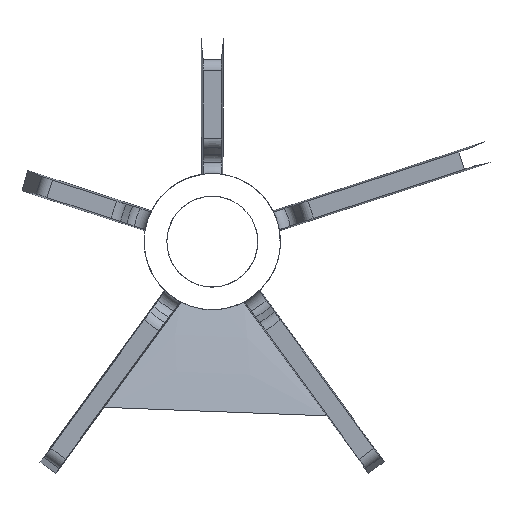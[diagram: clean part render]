
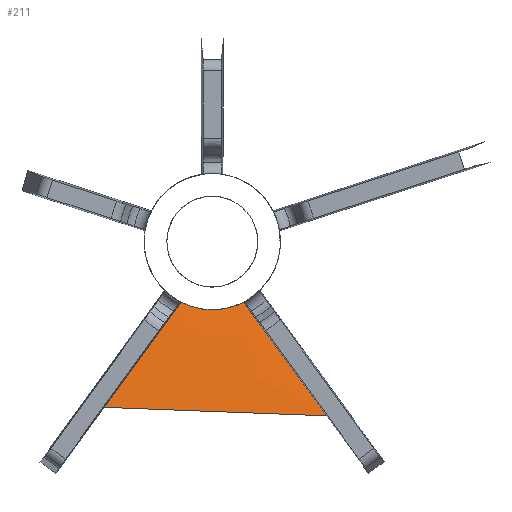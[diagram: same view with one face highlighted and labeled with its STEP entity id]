
A CAD part, front view. The second image highlights one B-rep face of the part: STEP entity #211.
In plain terms, the highlighted free-form (B-spline) face has degree [3, 3] with [4, 4] control points.
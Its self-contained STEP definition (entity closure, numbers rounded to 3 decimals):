
#211 = ADVANCED_FACE('',(#212),#227,.T.);
#212 = FACE_BOUND('',#213,.T.);
#213 = EDGE_LOOP('',(#214,#249,#294,#310));
#214 = ORIENTED_EDGE('',*,*,#215,.F.);
#215 = EDGE_CURVE('',#216,#218,#220,.T.);
#216 = VERTEX_POINT('',#217);
#217 = CARTESIAN_POINT('',(1243.581,-738.822,
    1537.544));
#218 = VERTEX_POINT('',#219);
#219 = CARTESIAN_POINT('',(1247.236,-740.468,
    1532.538));
#220 = SURFACE_CURVE('',#221,(#226),.PCURVE_S1.);
#221 = B_SPLINE_CURVE_WITH_KNOTS('',3,(#222,#223,#224,#225),
  .UNSPECIFIED.,.F.,.F.,(4,4),(0.,1.),.PIECEWISE_BEZIER_KNOTS.);
#222 = CARTESIAN_POINT('',(1243.581,-738.822,
    1537.544));
#223 = CARTESIAN_POINT('',(1244.788,-739.44,
    1535.892));
#224 = CARTESIAN_POINT('',(1246.007,-739.992,
    1534.222));
#225 = CARTESIAN_POINT('',(1247.236,-740.467,
    1532.538));
#226 = PCURVE('',#227,#244);
#227 = B_SPLINE_SURFACE_WITH_KNOTS('',3,3,(
    (#228,#229,#230,#231)
    ,(#232,#233,#234,#235)
    ,(#236,#237,#238,#239)
    ,(#240,#241,#242,#243
    )),.UNSPECIFIED.,.F.,.F.,.F.,(4,4),(4,4),(0.,1.),(0.,1.),
  .PIECEWISE_BEZIER_KNOTS.);
#228 = CARTESIAN_POINT('',(1246.83,-738.901,
    1537.413));
#229 = CARTESIAN_POINT('',(1246.976,-739.465,
    1535.864));
#230 = CARTESIAN_POINT('',(1247.133,-739.994,
    1534.244));
#231 = CARTESIAN_POINT('',(1247.295,-740.468,
    1532.536));
#232 = CARTESIAN_POINT('',(1243.655,-738.821,
    1537.573));
#233 = CARTESIAN_POINT('',(1243.759,-739.39,
    1536.022));
#234 = CARTESIAN_POINT('',(1243.872,-739.925,
    1534.396));
#235 = CARTESIAN_POINT('',(1243.99,-740.408,
    1532.678));
#236 = CARTESIAN_POINT('',(1240.481,-738.72,
    1537.719));
#237 = CARTESIAN_POINT('',(1240.542,-739.291,
    1536.164));
#238 = CARTESIAN_POINT('',(1240.612,-739.832,
    1534.531));
#239 = CARTESIAN_POINT('',(1240.684,-740.321,
    1532.804));
#240 = CARTESIAN_POINT('',(1237.308,-738.596,
    1537.851));
#241 = CARTESIAN_POINT('',(1237.327,-739.169,
    1536.291));
#242 = CARTESIAN_POINT('',(1237.352,-739.713,
    1534.651));
#243 = CARTESIAN_POINT('',(1237.378,-740.208,
    1532.912));
#244 = DEFINITIONAL_REPRESENTATION('',(#245),#248);
#245 = B_SPLINE_CURVE_WITH_KNOTS('',1,(#246,#247),.UNSPECIFIED.,.F.,.F.,
  (2,2),(0.,1.),.PIECEWISE_BEZIER_KNOTS.);
#246 = CARTESIAN_POINT('',(0.341,0.006));
#247 = CARTESIAN_POINT('',(0.006,1.));
#248 = ( GEOMETRIC_REPRESENTATION_CONTEXT(2) 
PARAMETRIC_REPRESENTATION_CONTEXT() REPRESENTATION_CONTEXT('2D SPACE',''
  ) );
#249 = ORIENTED_EDGE('',*,*,#250,.F.);
#250 = EDGE_CURVE('',#251,#216,#253,.T.);
#251 = VERTEX_POINT('',#252);
#252 = CARTESIAN_POINT('',(1240.819,-738.78,
    1537.544));
#253 = SURFACE_CURVE('',#254,(#265),.PCURVE_S1.);
#254 = B_SPLINE_CURVE_WITH_KNOTS('',3,(#255,#256,#257,#258,#259,#260,
    #261,#262,#263,#264),.UNSPECIFIED.,.F.,.F.,(4,3,3,4),(0.,
    0.347,0.685,1.),.UNSPECIFIED.);
#255 = CARTESIAN_POINT('',(1240.819,-738.78,
    1537.544));
#256 = CARTESIAN_POINT('',(1241.108,-738.84,
    1537.394));
#257 = CARTESIAN_POINT('',(1241.43,-738.883,
    1537.289));
#258 = CARTESIAN_POINT('',(1241.757,-738.906,
    1537.24));
#259 = CARTESIAN_POINT('',(1242.076,-738.928,
    1537.193));
#260 = CARTESIAN_POINT('',(1242.41,-738.931,
    1537.197));
#261 = CARTESIAN_POINT('',(1242.728,-738.916,
    1537.254));
#262 = CARTESIAN_POINT('',(1243.025,-738.901,
    1537.307));
#263 = CARTESIAN_POINT('',(1243.316,-738.869,
    1537.407));
#264 = CARTESIAN_POINT('',(1243.581,-738.822,
    1537.544));
#265 = PCURVE('',#227,#266);
#266 = DEFINITIONAL_REPRESENTATION('',(#267),#293);
#267 = B_SPLINE_CURVE_WITH_KNOTS('',3,(#268,#269,#270,#271,#272,#273,
    #274,#275,#276,#277,#278,#279,#280,#281,#282,#283,#284,#285,#286,
    #287,#288,#289,#290,#291,#292),.UNSPECIFIED.,.F.,.F.,(4,1,1,1,1,1,1,
    1,1,1,1,1,1,1,1,1,1,1,1,1,1,1,4),(0.,0.045,
    0.091,0.136,0.182,0.227,
    0.273,0.318,0.364,0.409,
    0.455,0.5,0.545,0.591,0.636,
    0.682,0.727,0.773,0.818,
    0.864,0.909,0.955,1.),
  .QUASI_UNIFORM_KNOTS.);
#268 = CARTESIAN_POINT('',(0.632,0.033));
#269 = CARTESIAN_POINT('',(0.628,0.037));
#270 = CARTESIAN_POINT('',(0.62,0.044));
#271 = CARTESIAN_POINT('',(0.608,0.054));
#272 = CARTESIAN_POINT('',(0.595,0.063));
#273 = CARTESIAN_POINT('',(0.583,0.071));
#274 = CARTESIAN_POINT('',(0.57,0.078));
#275 = CARTESIAN_POINT('',(0.557,0.083));
#276 = CARTESIAN_POINT('',(0.543,0.087));
#277 = CARTESIAN_POINT('',(0.53,0.09));
#278 = CARTESIAN_POINT('',(0.516,0.092));
#279 = CARTESIAN_POINT('',(0.503,0.093));
#280 = CARTESIAN_POINT('',(0.489,0.092));
#281 = CARTESIAN_POINT('',(0.475,0.09));
#282 = CARTESIAN_POINT('',(0.461,0.087));
#283 = CARTESIAN_POINT('',(0.448,0.083));
#284 = CARTESIAN_POINT('',(0.434,0.077));
#285 = CARTESIAN_POINT('',(0.42,0.071));
#286 = CARTESIAN_POINT('',(0.407,0.063));
#287 = CARTESIAN_POINT('',(0.393,0.054));
#288 = CARTESIAN_POINT('',(0.38,0.043));
#289 = CARTESIAN_POINT('',(0.367,0.032));
#290 = CARTESIAN_POINT('',(0.354,0.02));
#291 = CARTESIAN_POINT('',(0.346,0.011));
#292 = CARTESIAN_POINT('',(0.341,0.006));
#293 = ( GEOMETRIC_REPRESENTATION_CONTEXT(2) 
PARAMETRIC_REPRESENTATION_CONTEXT() REPRESENTATION_CONTEXT('2D SPACE',''
  ) );
#294 = ORIENTED_EDGE('',*,*,#295,.F.);
#295 = EDGE_CURVE('',#296,#251,#298,.T.);
#296 = VERTEX_POINT('',#297);
#297 = CARTESIAN_POINT('',(1237.437,-740.21,
    1532.91));
#298 = SURFACE_CURVE('',#299,(#304),.PCURVE_S1.);
#299 = B_SPLINE_CURVE_WITH_KNOTS('',3,(#300,#301,#302,#303),
  .UNSPECIFIED.,.F.,.F.,(4,4),(0.,1.),.PIECEWISE_BEZIER_KNOTS.);
#300 = CARTESIAN_POINT('',(1237.437,-740.21,
    1532.91));
#301 = CARTESIAN_POINT('',(1238.572,-739.796,
    1534.467));
#302 = CARTESIAN_POINT('',(1239.701,-739.318,
    1536.013));
#303 = CARTESIAN_POINT('',(1240.819,-738.78,
    1537.544));
#304 = PCURVE('',#227,#305);
#305 = DEFINITIONAL_REPRESENTATION('',(#306),#309);
#306 = B_SPLINE_CURVE_WITH_KNOTS('',1,(#307,#308),.UNSPECIFIED.,.F.,.F.,
  (2,2),(0.,1.),.PIECEWISE_BEZIER_KNOTS.);
#307 = CARTESIAN_POINT('',(0.994,1.));
#308 = CARTESIAN_POINT('',(0.632,0.033));
#309 = ( GEOMETRIC_REPRESENTATION_CONTEXT(2) 
PARAMETRIC_REPRESENTATION_CONTEXT() REPRESENTATION_CONTEXT('2D SPACE',''
  ) );
#310 = ORIENTED_EDGE('',*,*,#311,.T.);
#311 = EDGE_CURVE('',#296,#218,#312,.T.);
#312 = SURFACE_CURVE('',#313,(#318),.PCURVE_S1.);
#313 = B_SPLINE_CURVE_WITH_KNOTS('',3,(#314,#315,#316,#317),
  .UNSPECIFIED.,.F.,.F.,(4,4),(0.,1.),.PIECEWISE_BEZIER_KNOTS.);
#314 = CARTESIAN_POINT('',(1237.437,-740.21,
    1532.91));
#315 = CARTESIAN_POINT('',(1240.704,-740.322,
    1532.803));
#316 = CARTESIAN_POINT('',(1243.97,-740.407,
    1532.679));
#317 = CARTESIAN_POINT('',(1247.236,-740.467,
    1532.538));
#318 = PCURVE('',#227,#319);
#319 = DEFINITIONAL_REPRESENTATION('',(#320),#323);
#320 = B_SPLINE_CURVE_WITH_KNOTS('',1,(#321,#322),.UNSPECIFIED.,.F.,.F.,
  (2,2),(0.,1.),.PIECEWISE_BEZIER_KNOTS.);
#321 = CARTESIAN_POINT('',(0.994,1.));
#322 = CARTESIAN_POINT('',(0.006,1.));
#323 = ( GEOMETRIC_REPRESENTATION_CONTEXT(2) 
PARAMETRIC_REPRESENTATION_CONTEXT() REPRESENTATION_CONTEXT('2D SPACE',''
  ) );
